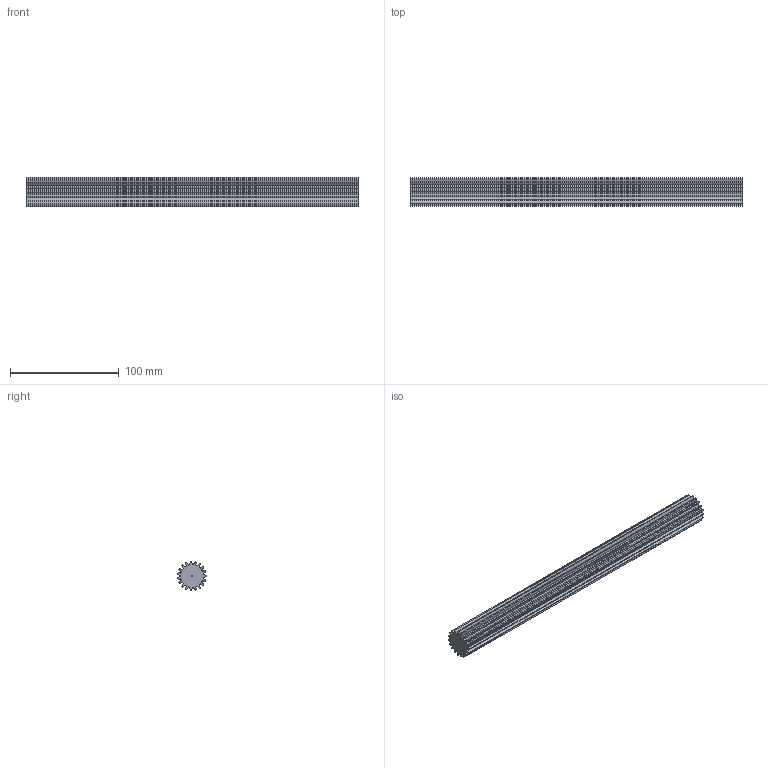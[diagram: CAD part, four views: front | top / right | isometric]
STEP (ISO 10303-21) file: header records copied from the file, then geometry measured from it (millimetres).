
FILE_DESCRIPTION (( 'STEP AP203' ), '1' );
FILE_NAME ('gs-14_5-20-19-4140.STEP', '2021-08-11T20:03:27', ( '' ), ( '' ), 'SwSTEP 2.0', 'SolidWorks 2021', '' );
FILE_SCHEMA (( 'CONFIG_CONTROL_DESIGN' ));
Length unit declared in the file: inch
Products named in the file (1): gs-14_5-20-19-4140
Bounding box: 304.8 x 26.55 x 26.64 mm (x, y, z)
Volume: 133588.7 mm3; surface area: 49974.9 mm2
Topology: 1 solids, 1 shells, 83 faces, 243 edges, 162 vertices
Faces by surface type: cylinder 81, plane 2
Entity records: 2942 total; most frequent: DIRECTION 573, CARTESIAN_POINT 489, ORIENTED_EDGE 486, AXIS2_PLACEMENT_3D 246, EDGE_CURVE 243, CIRCLE 162, VERTEX_POINT 162, EDGE_LOOP 85
